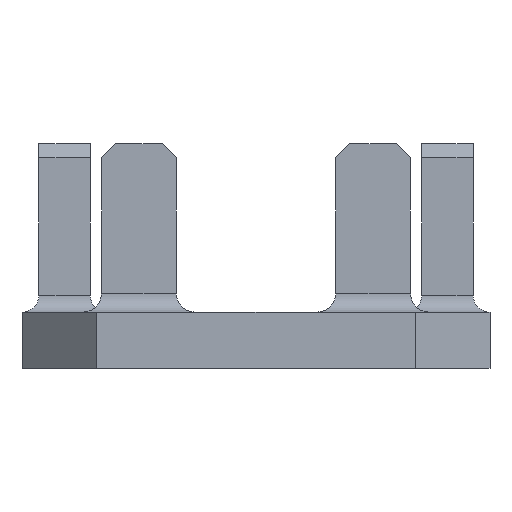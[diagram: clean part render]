
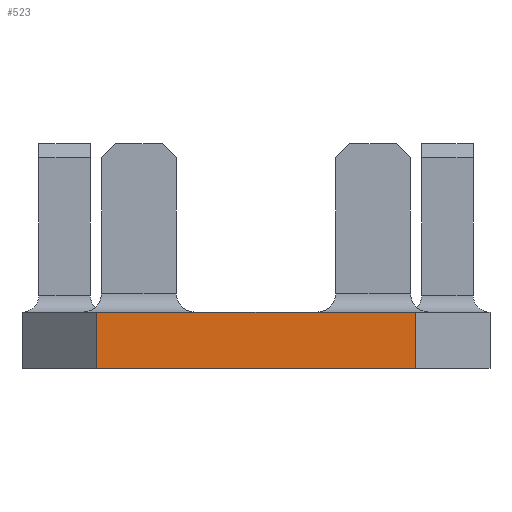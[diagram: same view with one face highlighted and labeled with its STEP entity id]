
A CAD part, front view. The second image highlights one B-rep face of the part: STEP entity #523.
In plain terms, the highlighted planar face has unit normal (0, -1, 0).
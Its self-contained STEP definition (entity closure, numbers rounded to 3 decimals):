
#496=AXIS2_PLACEMENT_3D('Plane Axis2P3D',#493,#494,#495) ;
#105=CARTESIAN_POINT('Vertex',(-17.,-72.5,6.)) ;
#108=CARTESIAN_POINT('Line Origine',(0.,-72.5,6.)) ;
#112=CARTESIAN_POINT('Vertex',(17.,-72.5,6.)) ;
#493=CARTESIAN_POINT('Axis2P3D Location',(25.,-72.5,0.)) ;
#498=CARTESIAN_POINT('Line Origine',(-17.,-72.5,3.)) ;
#502=CARTESIAN_POINT('Vertex',(-17.,-72.5,0.)) ;
#505=CARTESIAN_POINT('Line Origine',(0.,-72.5,0.)) ;
#509=CARTESIAN_POINT('Vertex',(17.,-72.5,0.)) ;
#512=CARTESIAN_POINT('Line Origine',(17.,-72.5,3.)) ;
#109=DIRECTION('Vector Direction',(-1.,0.,0.)) ;
#494=DIRECTION('Axis2P3D Direction',(0.,1.,-0.)) ;
#495=DIRECTION('Axis2P3D XDirection',(-1.,0.,0.)) ;
#499=DIRECTION('Vector Direction',(0.,0.,1.)) ;
#506=DIRECTION('Vector Direction',(-1.,0.,0.)) ;
#513=DIRECTION('Vector Direction',(0.,0.,1.)) ;
#110=VECTOR('Line Direction',#109,1.) ;
#500=VECTOR('Line Direction',#499,1.) ;
#507=VECTOR('Line Direction',#506,1.) ;
#514=VECTOR('Line Direction',#513,1.) ;
#518=ORIENTED_EDGE('',*,*,#504,.F.) ;
#519=ORIENTED_EDGE('',*,*,#511,.T.) ;
#520=ORIENTED_EDGE('',*,*,#516,.T.) ;
#521=ORIENTED_EDGE('',*,*,#114,.F.) ;
#523=ADVANCED_FACE('SUPORTE',(#522),#497,.F.) ;
#114=EDGE_CURVE('',#106,#113,#111,.F.) ;
#504=EDGE_CURVE('',#503,#106,#501,.T.) ;
#511=EDGE_CURVE('',#503,#510,#508,.F.) ;
#516=EDGE_CURVE('',#510,#113,#515,.T.) ;
#517=EDGE_LOOP('',(#518,#519,#520,#521)) ;
#522=FACE_OUTER_BOUND('',#517,.T.) ;
#111=LINE('Line',#108,#110) ;
#501=LINE('Line',#498,#500) ;
#508=LINE('Line',#505,#507) ;
#515=LINE('Line',#512,#514) ;
#497=PLANE('',#496) ;
#106=VERTEX_POINT('',#105) ;
#113=VERTEX_POINT('',#112) ;
#503=VERTEX_POINT('',#502) ;
#510=VERTEX_POINT('',#509) ;
